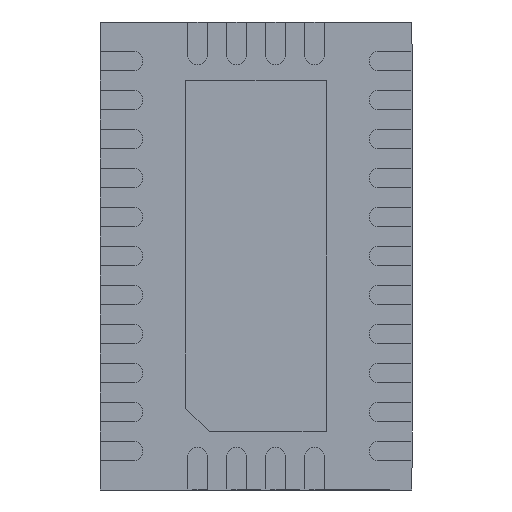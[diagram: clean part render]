
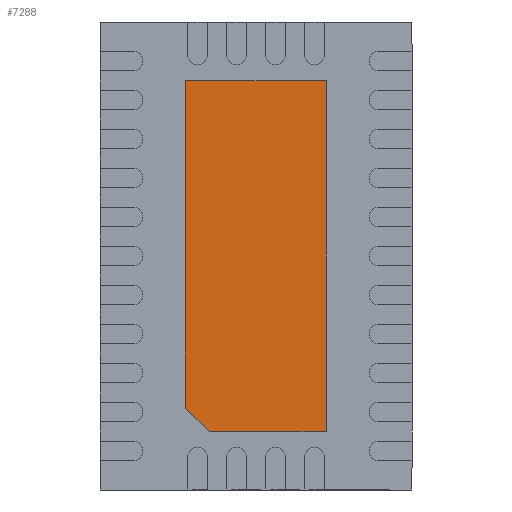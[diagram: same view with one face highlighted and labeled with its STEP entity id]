
A CAD part, front view. The second image highlights one B-rep face of the part: STEP entity #7288.
In plain terms, the highlighted planar face has unit normal (0, -1, 0).
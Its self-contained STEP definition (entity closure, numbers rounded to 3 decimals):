
#186 = VERTEX_POINT ( 'NONE', #4777 ) ;
#1660 = CARTESIAN_POINT ( 'NONE',  ( 0.9, 0., -2.25 ) ) ;
#1736 = CARTESIAN_POINT ( 'NONE',  ( -1.425, 0., -1.425 ) ) ;
#1794 = PLANE ( 'NONE',  #8921 ) ;
#1984 = LINE ( 'NONE', #1736, #12184 ) ;
#2358 = ORIENTED_EDGE ( 'NONE', *, *, #10588, .T. ) ;
#2362 = ORIENTED_EDGE ( 'NONE', *, *, #11394, .T. ) ;
#2593 = CARTESIAN_POINT ( 'NONE',  ( -0.6, 0., -2.25 ) ) ;
#3710 = DIRECTION ( 'NONE',  ( 0., 0., -1. ) ) ;
#4412 = CARTESIAN_POINT ( 'NONE',  ( 0.9, 0., -2.25 ) ) ;
#4477 = DIRECTION ( 'NONE',  ( 0., 0., 1. ) ) ;
#4777 = CARTESIAN_POINT ( 'NONE',  ( -0.9, 0., 2.25 ) ) ;
#5057 = VECTOR ( 'NONE', #11029, 1000. ) ;
#5231 = EDGE_CURVE ( 'NONE', #186, #6025, #10819, .T. ) ;
#5753 = CARTESIAN_POINT ( 'NONE',  ( -0.9, 0., -2.25 ) ) ;
#5840 = EDGE_CURVE ( 'NONE', #10114, #186, #7151, .T. ) ;
#6025 = VERTEX_POINT ( 'NONE', #11710 ) ;
#6391 = CARTESIAN_POINT ( 'NONE',  ( 0.9, 0., 2.25 ) ) ;
#6408 = FACE_OUTER_BOUND ( 'NONE', #12015, .T. ) ;
#6540 = CARTESIAN_POINT ( 'NONE',  ( 0., 0., 0. ) ) ;
#7151 = LINE ( 'NONE', #6391, #5057 ) ;
#7288 = ADVANCED_FACE ( 'NONE', ( #6408 ), #1794, .T. ) ;
#7485 = VECTOR ( 'NONE', #11538, 1000. ) ;
#7544 = DIRECTION ( 'NONE',  ( 0.707, 0., -0.707 ) ) ;
#8384 = EDGE_CURVE ( 'NONE', #6025, #9219, #1984, .T. ) ;
#8824 = LINE ( 'NONE', #11733, #7485 ) ;
#8855 = VECTOR ( 'NONE', #11824, 1000. ) ;
#8921 = AXIS2_PLACEMENT_3D ( 'NONE', #6540, #10283, #3710 ) ;
#9162 = LINE ( 'NONE', #4412, #9497 ) ;
#9219 = VERTEX_POINT ( 'NONE', #2593 ) ;
#9497 = VECTOR ( 'NONE', #4477, 1000. ) ;
#9755 = CARTESIAN_POINT ( 'NONE',  ( 0.9, 0., 2.25 ) ) ;
#9812 = VERTEX_POINT ( 'NONE', #1660 ) ;
#10114 = VERTEX_POINT ( 'NONE', #9755 ) ;
#10201 = ORIENTED_EDGE ( 'NONE', *, *, #8384, .T. ) ;
#10283 = DIRECTION ( 'NONE',  ( 0., -1., 0. ) ) ;
#10588 = EDGE_CURVE ( 'NONE', #9812, #10114, #9162, .T. ) ;
#10804 = ORIENTED_EDGE ( 'NONE', *, *, #5840, .T. ) ;
#10819 = LINE ( 'NONE', #5753, #8855 ) ;
#11011 = ORIENTED_EDGE ( 'NONE', *, *, #5231, .T. ) ;
#11029 = DIRECTION ( 'NONE',  ( -1., 0., 0. ) ) ;
#11394 = EDGE_CURVE ( 'NONE', #9219, #9812, #8824, .T. ) ;
#11538 = DIRECTION ( 'NONE',  ( 1., 0., 0. ) ) ;
#11710 = CARTESIAN_POINT ( 'NONE',  ( -0.9, 0., -1.95 ) ) ;
#11733 = CARTESIAN_POINT ( 'NONE',  ( 0.9, 0., -2.25 ) ) ;
#11824 = DIRECTION ( 'NONE',  ( 0., 0., -1. ) ) ;
#12015 = EDGE_LOOP ( 'NONE', ( #11011, #10201, #2362, #2358, #10804 ) ) ;
#12184 = VECTOR ( 'NONE', #7544, 1000. ) ;
